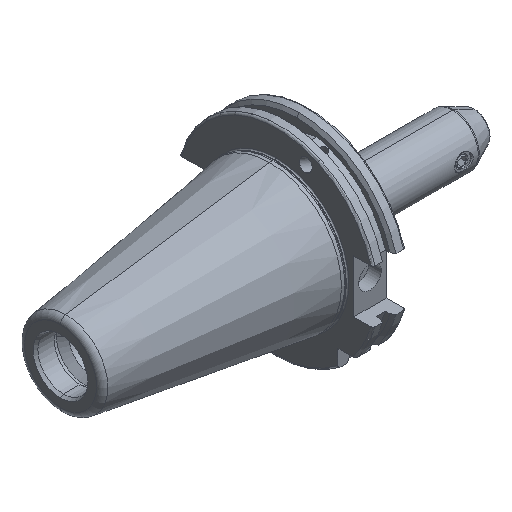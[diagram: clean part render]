
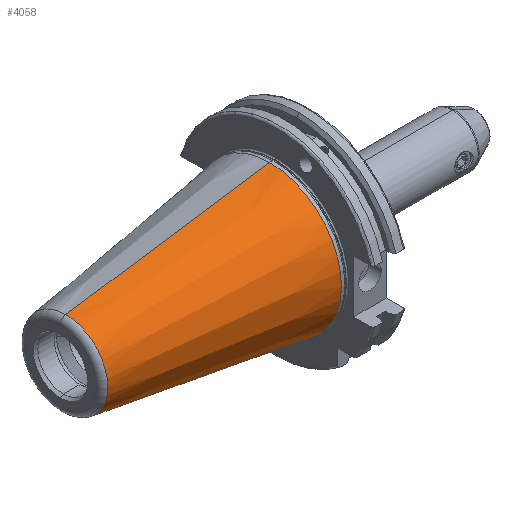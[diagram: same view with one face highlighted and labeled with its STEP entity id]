
A CAD part, isometric view. The second image highlights one B-rep face of the part: STEP entity #4058.
In plain terms, the highlighted conical face has half-angle 8.297 degrees and reference radius 34.925 mm.
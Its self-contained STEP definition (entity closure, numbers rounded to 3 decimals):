
#2840 = EDGE_CURVE ( 'NONE', #2841, #2898, #3138, .T. ) ;
#2841 = VERTEX_POINT ( 'NONE', #3154 ) ;
#2898 = VERTEX_POINT ( 'NONE', #3542 ) ;
#3138 = CIRCLE ( 'NONE', #3140, 34.925 ) ;
#3140 = AXIS2_PLACEMENT_3D ( 'NONE', #3160, #3148, #3146 ) ;
#3146 = DIRECTION ( 'NONE',  ( 0., 0., -1. ) ) ;
#3148 = DIRECTION ( 'NONE',  ( -1., 0., 0. ) ) ;
#3154 = CARTESIAN_POINT ( 'NONE',  ( 0., 0., -34.925 ) ) ;
#3160 = CARTESIAN_POINT ( 'NONE',  ( 0., 0., 0. ) ) ;
#3542 = CARTESIAN_POINT ( 'NONE',  ( 0., 0., 34.925 ) ) ;
#3576 = DIRECTION ( 'NONE',  ( 0.99, 0., -0.144 ) ) ;
#3577 = VECTOR ( 'NONE', #3576, 1000. ) ;
#3578 = CARTESIAN_POINT ( 'NONE',  ( 0., 0., -34.925 ) ) ;
#3579 = LINE ( 'NONE', #3578, #3577 ) ;
#3609 = FACE_OUTER_BOUND ( 'NONE', #4017, .T. ) ;
#3621 = DIRECTION ( 'NONE',  ( 1., 0., 0. ) ) ;
#3623 = LINE ( 'NONE', #3668, #3636 ) ;
#3629 = CARTESIAN_POINT ( 'NONE',  ( 0., 0., 0. ) ) ;
#3630 = DIRECTION ( 'NONE',  ( 0., 0., -1. ) ) ;
#3631 = DIRECTION ( 'NONE',  ( -1., 0., 0. ) ) ;
#3632 = CARTESIAN_POINT ( 'NONE',  ( -99.183, 0., 0. ) ) ;
#3634 = CONICAL_SURFACE ( 'NONE', #3655, 34.925, 0.145 ) ;
#3635 = AXIS2_PLACEMENT_3D ( 'NONE', #3632, #3631, #3630 ) ;
#3636 = VECTOR ( 'NONE', #3650, 1000. ) ;
#3644 = CIRCLE ( 'NONE', #3635, 20.461 ) ;
#3650 = DIRECTION ( 'NONE',  ( 0.99, 0., 0.144 ) ) ;
#3655 = AXIS2_PLACEMENT_3D ( 'NONE', #3629, #3621, #3656 ) ;
#3656 = DIRECTION ( 'NONE',  ( 0., 0., 1. ) ) ;
#3660 = CARTESIAN_POINT ( 'NONE',  ( -99.183, 0., 20.461 ) ) ;
#3668 = CARTESIAN_POINT ( 'NONE',  ( 0., 0., 34.925 ) ) ;
#3817 = CARTESIAN_POINT ( 'NONE',  ( -99.183, 0., -20.461 ) ) ;
#4017 = EDGE_LOOP ( 'NONE', ( #4073, #4068, #4116, #4069 ) ) ;
#4042 = EDGE_CURVE ( 'NONE', #4115, #2841, #3579, .T. ) ;
#4058 = ADVANCED_FACE ( 'NONE', ( #3609 ), #3634, .T. ) ;
#4068 = ORIENTED_EDGE ( 'NONE', *, *, #4042, .T. ) ;
#4069 = ORIENTED_EDGE ( 'NONE', *, *, #4070, .F. ) ;
#4070 = EDGE_CURVE ( 'NONE', #4080, #2898, #3623, .T. ) ;
#4072 = EDGE_CURVE ( 'NONE', #4115, #4080, #3644, .T. ) ;
#4073 = ORIENTED_EDGE ( 'NONE', *, *, #4072, .F. ) ;
#4080 = VERTEX_POINT ( 'NONE', #3660 ) ;
#4115 = VERTEX_POINT ( 'NONE', #3817 ) ;
#4116 = ORIENTED_EDGE ( 'NONE', *, *, #2840, .T. ) ;
